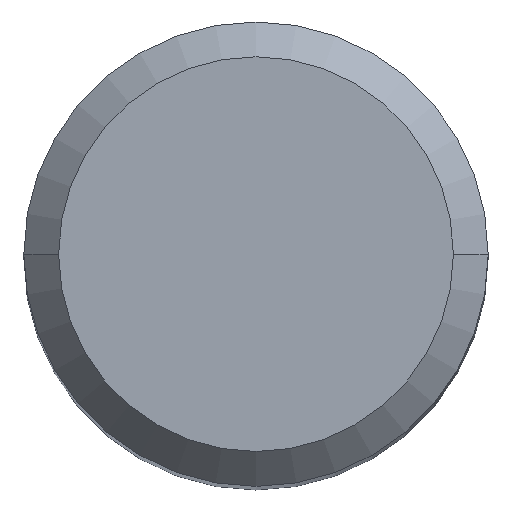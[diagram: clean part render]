
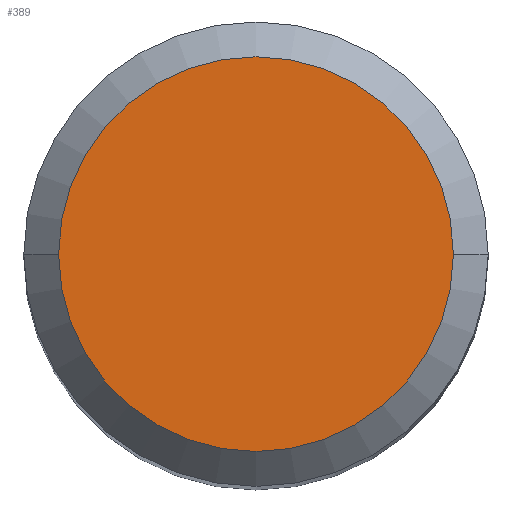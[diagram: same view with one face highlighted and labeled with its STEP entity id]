
A CAD part, top view. The second image highlights one B-rep face of the part: STEP entity #389.
In plain terms, the highlighted planar face has unit normal (0, 0, 1).
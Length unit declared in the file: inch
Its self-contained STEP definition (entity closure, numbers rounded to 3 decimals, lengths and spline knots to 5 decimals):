
#3 = CIRCLE ( 'NONE', #175, 0.13387 ) ;
#14 = DIRECTION ( 'NONE',  ( 0., 0., 1. ) ) ;
#24 = VERTEX_POINT ( 'NONE', #486 ) ;
#40 = CIRCLE ( 'NONE', #190, 0.13387 ) ;
#57 = PLANE ( 'NONE',  #243 ) ;
#61 = DIRECTION ( 'NONE',  ( 0., 0., 1. ) ) ;
#142 = EDGE_LOOP ( 'NONE', ( #268, #429 ) ) ;
#175 = AXIS2_PLACEMENT_3D ( 'NONE', #357, #14, #282 ) ;
#190 = AXIS2_PLACEMENT_3D ( 'NONE', #341, #61, #217 ) ;
#214 = CARTESIAN_POINT ( 'NONE',  ( 0., 0., 0. ) ) ;
#217 = DIRECTION ( 'NONE',  ( 1., 0., 0. ) ) ;
#240 = FACE_OUTER_BOUND ( 'NONE', #142, .T. ) ;
#243 = AXIS2_PLACEMENT_3D ( 'NONE', #214, #400, #322 ) ;
#268 = ORIENTED_EDGE ( 'NONE', *, *, #286, .T. ) ;
#275 = VERTEX_POINT ( 'NONE', #382 ) ;
#282 = DIRECTION ( 'NONE',  ( 1., 0., 0. ) ) ;
#286 = EDGE_CURVE ( 'NONE', #24, #275, #40, .T. ) ;
#322 = DIRECTION ( 'NONE',  ( -1., 0., 0. ) ) ;
#341 = CARTESIAN_POINT ( 'NONE',  ( 0., 0., 0. ) ) ;
#357 = CARTESIAN_POINT ( 'NONE',  ( 0., 0., 0. ) ) ;
#360 = EDGE_CURVE ( 'NONE', #275, #24, #3, .T. ) ;
#382 = CARTESIAN_POINT ( 'NONE',  ( 0.13387, 0., 0. ) ) ;
#389 = ADVANCED_FACE ( 'NONE', ( #240 ), #57, .F. ) ;
#400 = DIRECTION ( 'NONE',  ( 0., 0., -1. ) ) ;
#429 = ORIENTED_EDGE ( 'NONE', *, *, #360, .T. ) ;
#486 = CARTESIAN_POINT ( 'NONE',  ( -0.13387, 0., 0. ) ) ;
